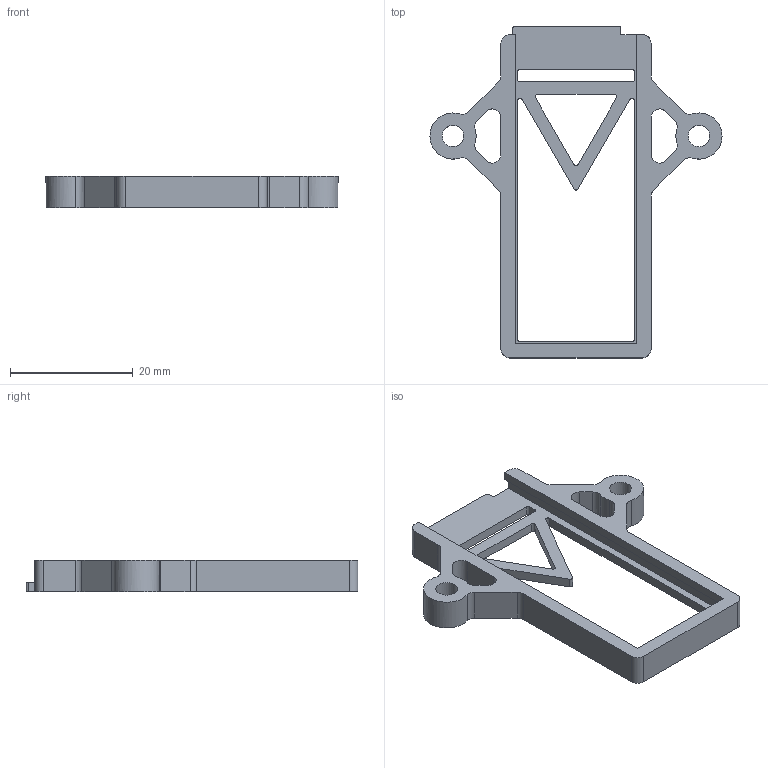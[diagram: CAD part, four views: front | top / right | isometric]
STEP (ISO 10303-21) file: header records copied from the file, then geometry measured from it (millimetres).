
FILE_DESCRIPTION(/* description */ (''),/* implementation_level */ '2;1');
FILE_NAME(/* name */ '51x21mm - Pi Pico - Flat.step',/* time_stamp */ '2023-11-06T10:08:37+02:00',/* author */ (''),/* organization */ (''),/* preprocessor_version */ 'ST-DEVELOPER v20',/* originating_system */ 'Autodesk Translation Framework v12.14.0.127',/* authorisation */ '');
FILE_SCHEMA (('AUTOMOTIVE_DESIGN { 1 0 10303 214 3 1 1 }'));
Length unit declared in the file: millimetre
Products named in the file (1): VOID16 Redux Flat Controller Mount
Bounding box: 47.5 x 54 x 5.16 mm (x, y, z)
Volume: 2380.2 mm3; surface area: 3568.5 mm2
Topology: 1 solids, 1 shells, 86 faces, 248 edges, 164 vertices
Faces by surface type: plane 44, cylinder 42
Full cylindrical faces by diameter (mm): 3.5 x2
Entity records: 2894 total; most frequent: DIRECTION 506, CARTESIAN_POINT 499, ORIENTED_EDGE 496, EDGE_CURVE 248, AXIS2_PLACEMENT_3D 171, LINE 164, VECTOR 164, VERTEX_POINT 164
